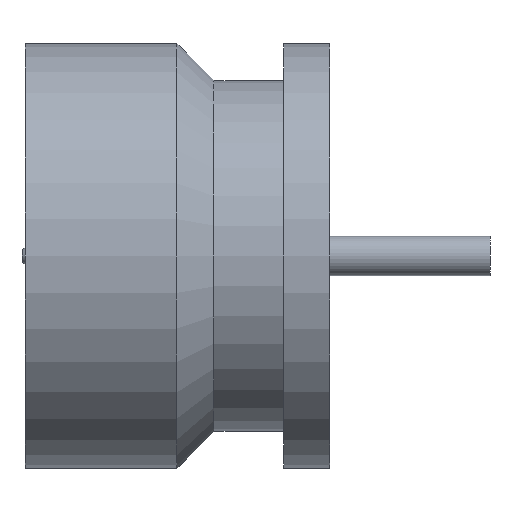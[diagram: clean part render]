
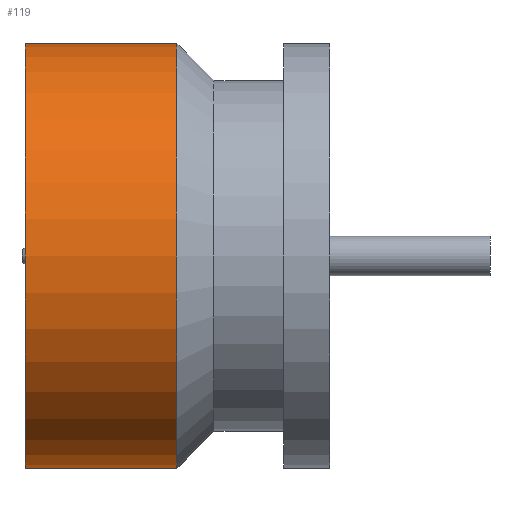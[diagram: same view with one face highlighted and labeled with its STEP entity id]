
A CAD part, front view. The second image highlights one B-rep face of the part: STEP entity #119.
In plain terms, the highlighted cylindrical face has radius 1.61 mm (diameter 3.22 mm), a partial arc.
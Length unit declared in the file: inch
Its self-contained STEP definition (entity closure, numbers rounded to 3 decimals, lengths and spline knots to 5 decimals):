
#89 = ORIENTED_EDGE ( 'NONE', *, *, #1042, .F. ) ;
#96 = DIRECTION ( 'NONE',  ( -1., 0., 0. ) ) ;
#119 = ADVANCED_FACE ( 'NONE', ( #499 ), #1005, .T. ) ;
#185 = AXIS2_PLACEMENT_3D ( 'NONE', #847, #636, #982 ) ;
#262 = VERTEX_POINT ( 'NONE', #433 ) ;
#271 = LINE ( 'NONE', #607, #945 ) ;
#290 = VERTEX_POINT ( 'NONE', #912 ) ;
#304 = CARTESIAN_POINT ( 'NONE',  ( 0., 0., 0. ) ) ;
#326 = EDGE_LOOP ( 'NONE', ( #89, #781, #597, #822 ) ) ;
#369 = CARTESIAN_POINT ( 'NONE',  ( 0.09549, 0., 0.06339 ) ) ;
#411 = DIRECTION ( 'NONE',  ( 0., 0., 1. ) ) ;
#433 = CARTESIAN_POINT ( 'NONE',  ( 0.04528, 0., -0.06339 ) ) ;
#439 = EDGE_CURVE ( 'NONE', #857, #290, #723, .T. ) ;
#499 = FACE_OUTER_BOUND ( 'NONE', #326, .T. ) ;
#556 = EDGE_CURVE ( 'NONE', #763, #857, #789, .T. ) ;
#597 = ORIENTED_EDGE ( 'NONE', *, *, #556, .T. ) ;
#607 = CARTESIAN_POINT ( 'NONE',  ( 0.09549, 0., -0.06339 ) ) ;
#630 = CARTESIAN_POINT ( 'NONE',  ( 0., 0., 0.06339 ) ) ;
#636 = DIRECTION ( 'NONE',  ( 1., 0., 0. ) ) ;
#663 = EDGE_CURVE ( 'NONE', #763, #262, #950, .T. ) ;
#682 = CARTESIAN_POINT ( 'NONE',  ( 0.04528, 0., 0.06339 ) ) ;
#699 = DIRECTION ( 'NONE',  ( -1., 0., 0. ) ) ;
#723 = CIRCLE ( 'NONE', #1026, 0.06339 ) ;
#763 = VERTEX_POINT ( 'NONE', #682 ) ;
#781 = ORIENTED_EDGE ( 'NONE', *, *, #663, .F. ) ;
#785 = DIRECTION ( 'NONE',  ( -1., 0., 0. ) ) ;
#789 = LINE ( 'NONE', #369, #894 ) ;
#822 = ORIENTED_EDGE ( 'NONE', *, *, #439, .T. ) ;
#823 = DIRECTION ( 'NONE',  ( 0., 0., 1. ) ) ;
#847 = CARTESIAN_POINT ( 'NONE',  ( 0.04528, 0., 0. ) ) ;
#850 = CARTESIAN_POINT ( 'NONE',  ( 0.09549, 0., 0. ) ) ;
#857 = VERTEX_POINT ( 'NONE', #630 ) ;
#894 = VECTOR ( 'NONE', #699, 39.37008 ) ;
#912 = CARTESIAN_POINT ( 'NONE',  ( 0., 0., -0.06339 ) ) ;
#922 = AXIS2_PLACEMENT_3D ( 'NONE', #850, #96, #411 ) ;
#945 = VECTOR ( 'NONE', #785, 39.37008 ) ;
#950 = CIRCLE ( 'NONE', #185, 0.06339 ) ;
#982 = DIRECTION ( 'NONE',  ( 0., 1., 0. ) ) ;
#985 = DIRECTION ( 'NONE',  ( 1., 0., 0. ) ) ;
#1005 = CYLINDRICAL_SURFACE ( 'NONE', #922, 0.06339 ) ;
#1026 = AXIS2_PLACEMENT_3D ( 'NONE', #304, #985, #823 ) ;
#1042 = EDGE_CURVE ( 'NONE', #262, #290, #271, .T. ) ;
